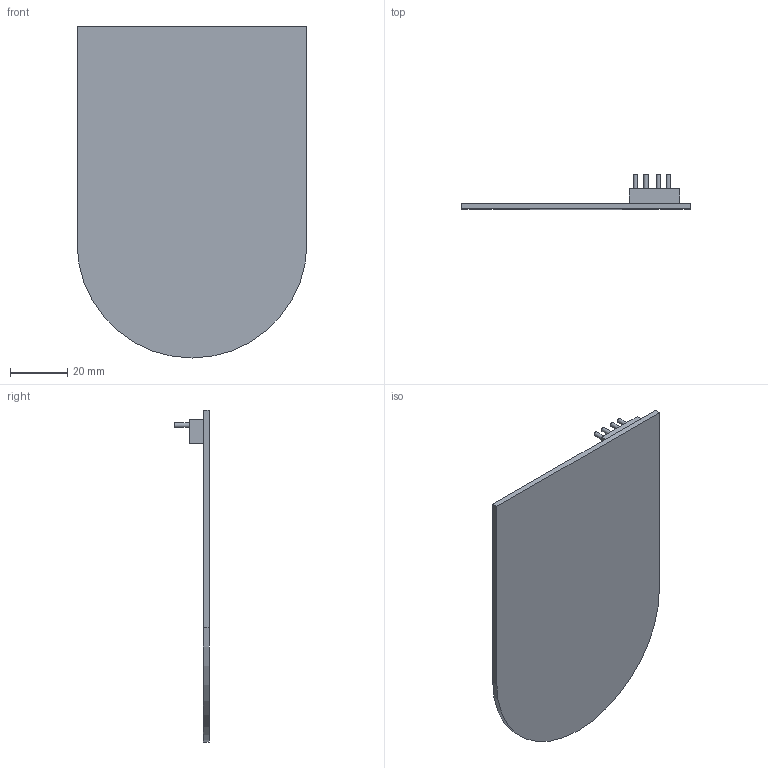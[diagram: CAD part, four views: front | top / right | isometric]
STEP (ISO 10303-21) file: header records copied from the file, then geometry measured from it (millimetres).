
FILE_DESCRIPTION(/* description */ (''),/* implementation_level */ '2;1');
FILE_NAME(/* name */ 'Tarjeta.stp',/* time_stamp */ '2025-01-31T12:54:44-05:00',/* author */ ('sara_'),/* organization */ (''),/* preprocessor_version */ 'ST-DEVELOPER v19.2',/* originating_system */ 'Autodesk Inventor 2024',/* authorisation */ '');
FILE_SCHEMA (('AUTOMOTIVE_DESIGN { 1 0 10303 214 3 1 1 }'));
Length unit declared in the file: millimetre
Products named in the file (1): Tarjeta
Bounding box: 80 x 12 x 115.54 mm (x, y, z)
Volume: 17899.9 mm3; surface area: 18181 mm2
Topology: 1 solids, 1 shells, 19 faces, 36 edges, 24 vertices
Faces by surface type: plane 14, cylinder 5
Full cylindrical faces by diameter (mm): 1.5 x4
Entity records: 565 total; most frequent: DIRECTION 86, CARTESIAN_POINT 80, ORIENTED_EDGE 72, EDGE_CURVE 36, AXIS2_PLACEMENT_3D 30, LINE 26, VECTOR 26, EDGE_LOOP 24
